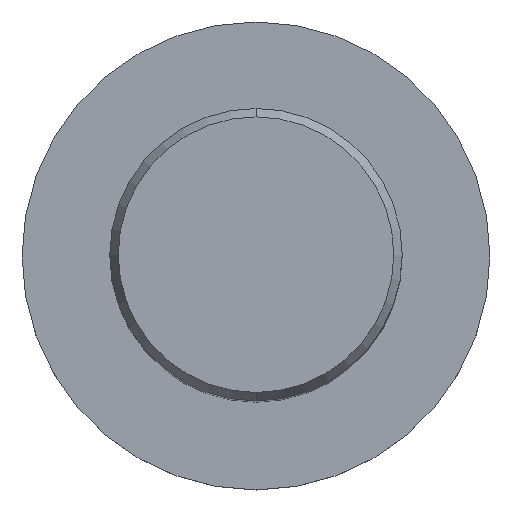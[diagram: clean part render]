
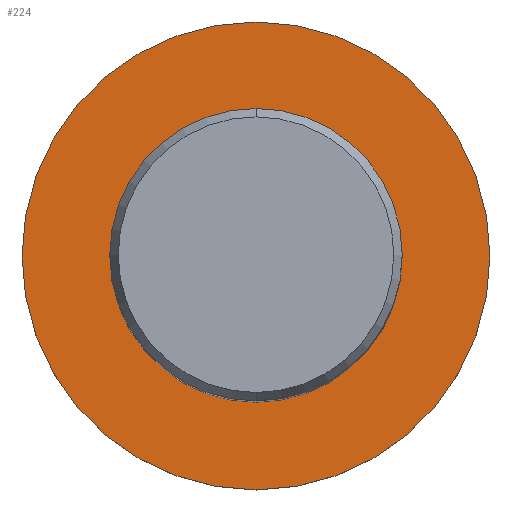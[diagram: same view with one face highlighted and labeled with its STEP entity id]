
A CAD part, top view. The second image highlights one B-rep face of the part: STEP entity #224.
In plain terms, the highlighted planar face has unit normal (0, 0, 1).
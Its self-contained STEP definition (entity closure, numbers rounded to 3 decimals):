
#196=EDGE_CURVE('',#456,#494,#529,.T.);
#224=ADVANCED_FACE('',(#560,#561),#562,.T.);
#244=VERTEX_POINT('',#584);
#346=EDGE_CURVE('',#244,#372,#694,.T.);
#372=VERTEX_POINT('',#722);
#452=EDGE_CURVE('',#372,#244,#810,.T.);
#456=VERTEX_POINT('',#815);
#466=EDGE_CURVE('',#494,#456,#825,.T.);
#494=VERTEX_POINT('',#857);
#529=CIRCLE('',#887,16.0);
#560=FACE_BOUND('',#925,.T.);
#561=FACE_OUTER_BOUND('',#926,.T.);
#562=PLANE('',#927);
#584=CARTESIAN_POINT('',(0.0,10.0,-50.0));
#694=CIRCLE('',#1220,10.0);
#722=CARTESIAN_POINT('',(0.,-10.0,-50.0));
#810=CIRCLE('',#1471,10.0);
#815=CARTESIAN_POINT('',(0.0,16.0,-50.0));
#825=CIRCLE('',#1497,16.0);
#857=CARTESIAN_POINT('',(0.,-16.0,-50.0));
#887=AXIS2_PLACEMENT_3D('',#1575,#1576,#1577);
#925=EDGE_LOOP('',(#1617,#1618));
#926=EDGE_LOOP('',(#1619,#1620));
#927=AXIS2_PLACEMENT_3D('',#1621,#1622,#1623);
#1220=AXIS2_PLACEMENT_3D('',#1771,#1772,#1773);
#1471=AXIS2_PLACEMENT_3D('',#1901,#1902,#1903);
#1497=AXIS2_PLACEMENT_3D('',#1912,#1913,#1914);
#1575=CARTESIAN_POINT('',(0.0,0.0,-50.0));
#1576=DIRECTION('',(0.0,0.0,-1.0));
#1577=DIRECTION('',(0.0,1.0,0.0));
#1617=ORIENTED_EDGE('',*,*,#346,.T.);
#1618=ORIENTED_EDGE('',*,*,#452,.T.);
#1619=ORIENTED_EDGE('',*,*,#196,.F.);
#1620=ORIENTED_EDGE('',*,*,#466,.F.);
#1621=CARTESIAN_POINT('',(0.0,8.0,-50.0));
#1622=DIRECTION('',(-0.0,0.0,1.0));
#1623=DIRECTION('',(0.0,-1.0,0.0));
#1771=CARTESIAN_POINT('',(0.0,0.0,-50.0));
#1772=DIRECTION('',(-0.0,0.0,-1.0));
#1773=DIRECTION('',(0.0,1.0,0.0));
#1901=CARTESIAN_POINT('',(0.0,0.0,-50.0));
#1902=DIRECTION('',(-0.0,0.0,-1.0));
#1903=DIRECTION('',(0.0,1.0,0.0));
#1912=CARTESIAN_POINT('',(0.0,0.0,-50.0));
#1913=DIRECTION('',(0.0,0.0,-1.0));
#1914=DIRECTION('',(0.0,1.0,0.0));
